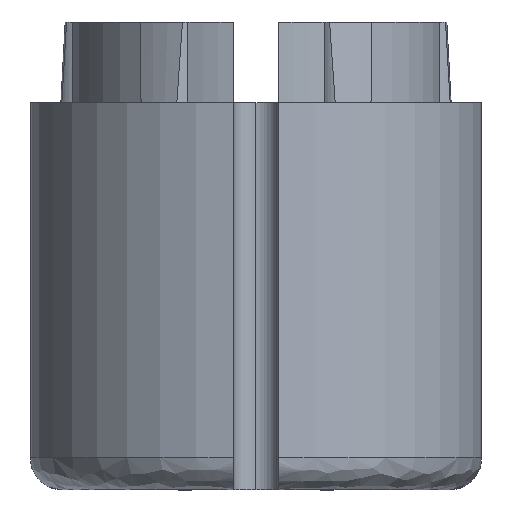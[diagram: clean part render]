
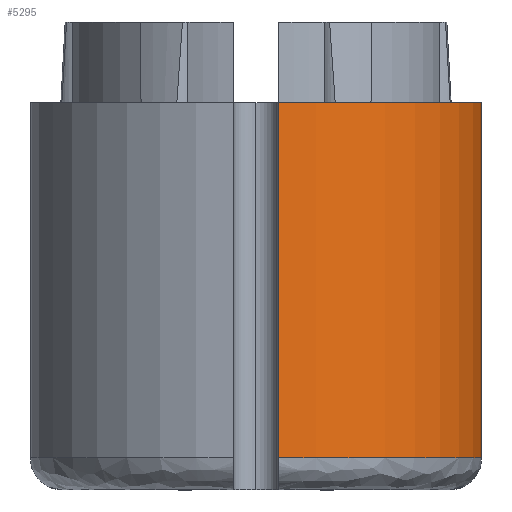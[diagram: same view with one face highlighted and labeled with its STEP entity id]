
A CAD part, left-side view. The second image highlights one B-rep face of the part: STEP entity #5295.
In plain terms, the highlighted cylindrical face has radius 7 mm (diameter 14 mm), a partial arc.
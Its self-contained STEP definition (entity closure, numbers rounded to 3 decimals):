
#18 = ORIENTED_EDGE ( 'NONE', *, *, #43, .F. ) ;
#43 = EDGE_CURVE ( 'NONE', #2535, #3781, #4490, .T. ) ;
#107 = ORIENTED_EDGE ( 'NONE', *, *, #3345, .T. ) ;
#288 = AXIS2_PLACEMENT_3D ( 'NONE', #3326, #1116, #3298 ) ;
#380 = VERTEX_POINT ( 'NONE', #5470 ) ;
#472 = DIRECTION ( 'NONE',  ( 0., 0., 1. ) ) ;
#489 = DIRECTION ( 'NONE',  ( 0., 0., -1. ) ) ;
#654 = CARTESIAN_POINT ( 'NONE',  ( -17.672, -6.989, -12. ) ) ;
#1116 = DIRECTION ( 'NONE',  ( 0., 0., 1. ) ) ;
#1239 = AXIS2_PLACEMENT_3D ( 'NONE', #3140, #472, #3607 ) ;
#1304 = LINE ( 'NONE', #3980, #1447 ) ;
#1447 = VECTOR ( 'NONE', #489, 1000. ) ;
#1818 = CIRCLE ( 'NONE', #288, 7. ) ;
#1907 = VERTEX_POINT ( 'NONE', #3933 ) ;
#1983 = ORIENTED_EDGE ( 'NONE', *, *, #2399, .F. ) ;
#2036 = CARTESIAN_POINT ( 'NONE',  ( -17.672, -6.989, -11. ) ) ;
#2399 = EDGE_CURVE ( 'NONE', #1907, #2535, #1818, .T. ) ;
#2535 = VERTEX_POINT ( 'NONE', #3736 ) ;
#2614 = FACE_OUTER_BOUND ( 'NONE', #5186, .T. ) ;
#2673 = AXIS2_PLACEMENT_3D ( 'NONE', #2863, #4597, #3320 ) ;
#2863 = CARTESIAN_POINT ( 'NONE',  ( -18.06, 0., -12. ) ) ;
#2964 = CYLINDRICAL_SURFACE ( 'NONE', #2673, 7. ) ;
#3140 = CARTESIAN_POINT ( 'NONE',  ( -18.06, 0., -11. ) ) ;
#3298 = DIRECTION ( 'NONE',  ( 1., 0., 0. ) ) ;
#3320 = DIRECTION ( 'NONE',  ( 1., 0., 0. ) ) ;
#3326 = CARTESIAN_POINT ( 'NONE',  ( -18.06, 0., 0. ) ) ;
#3332 = VECTOR ( 'NONE', #5459, 1000. ) ;
#3345 = EDGE_CURVE ( 'NONE', #380, #3781, #4818, .T. ) ;
#3607 = DIRECTION ( 'NONE',  ( 1., 0., 0. ) ) ;
#3658 = EDGE_CURVE ( 'NONE', #1907, #380, #1304, .T. ) ;
#3706 = ORIENTED_EDGE ( 'NONE', *, *, #3658, .T. ) ;
#3736 = CARTESIAN_POINT ( 'NONE',  ( -17.672, -6.989, 0. ) ) ;
#3781 = VERTEX_POINT ( 'NONE', #2036 ) ;
#3933 = CARTESIAN_POINT ( 'NONE',  ( -25.025, -0.7, 0. ) ) ;
#3980 = CARTESIAN_POINT ( 'NONE',  ( -25.025, -0.7, -12. ) ) ;
#4490 = LINE ( 'NONE', #654, #3332 ) ;
#4597 = DIRECTION ( 'NONE',  ( 0., 0., 1. ) ) ;
#4818 = CIRCLE ( 'NONE', #1239, 7. ) ;
#5186 = EDGE_LOOP ( 'NONE', ( #18, #1983, #3706, #107 ) ) ;
#5295 = ADVANCED_FACE ( 'NONE', ( #2614 ), #2964, .T. ) ;
#5459 = DIRECTION ( 'NONE',  ( 0., 0., -1. ) ) ;
#5470 = CARTESIAN_POINT ( 'NONE',  ( -25.025, -0.7, -11. ) ) ;
